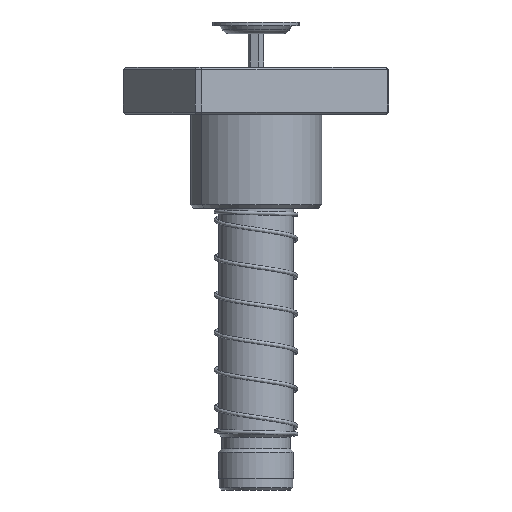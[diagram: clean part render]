
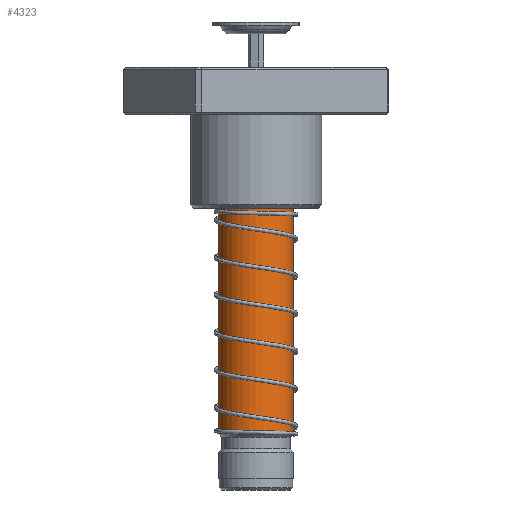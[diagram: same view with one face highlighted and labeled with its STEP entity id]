
A CAD part, front view. The second image highlights one B-rep face of the part: STEP entity #4323.
In plain terms, the highlighted cylindrical face has radius 16 mm (diameter 32 mm), a partial arc.
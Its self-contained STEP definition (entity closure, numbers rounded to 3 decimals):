
#1252 = CARTESIAN_POINT ( 'NONE',  ( 0., 0., 24. ) ) ;
#2694 = LINE ( 'NONE', #25665, #13856 ) ;
#2910 = CARTESIAN_POINT ( 'NONE',  ( -16., 0., 24. ) ) ;
#4323 = ADVANCED_FACE ( 'NONE', ( #16649 ), #22459, .T. ) ;
#5985 = DIRECTION ( 'NONE',  ( 0., 0., -1. ) ) ;
#6444 = EDGE_CURVE ( 'NONE', #36763, #17512, #2694, .T. ) ;
#8682 = CARTESIAN_POINT ( 'NONE',  ( 16., 0., 177.5 ) ) ;
#10232 = DIRECTION ( 'NONE',  ( -1., 0., 0. ) ) ;
#10507 = CIRCLE ( 'NONE', #12590, 16. ) ;
#11934 = DIRECTION ( 'NONE',  ( 0., 0., -1. ) ) ;
#12590 = AXIS2_PLACEMENT_3D ( 'NONE', #1252, #30106, #10232 ) ;
#13210 = VERTEX_POINT ( 'NONE', #2910 ) ;
#13243 = DIRECTION ( 'NONE',  ( 1., 0., 0. ) ) ;
#13856 = VECTOR ( 'NONE', #11934, 1000. ) ;
#16649 = FACE_OUTER_BOUND ( 'NONE', #22916, .T. ) ;
#17306 = DIRECTION ( 'NONE',  ( 0., 0., -1. ) ) ;
#17512 = VERTEX_POINT ( 'NONE', #21166 ) ;
#17555 = ORIENTED_EDGE ( 'NONE', *, *, #34433, .T. ) ;
#18671 = ORIENTED_EDGE ( 'NONE', *, *, #34978, .F. ) ;
#20308 = DIRECTION ( 'NONE',  ( -1., 0., 0. ) ) ;
#21014 = VERTEX_POINT ( 'NONE', #31880 ) ;
#21166 = CARTESIAN_POINT ( 'NONE',  ( 16., 0., 24. ) ) ;
#22459 = CYLINDRICAL_SURFACE ( 'NONE', #33387, 16. ) ;
#22916 = EDGE_LOOP ( 'NONE', ( #24203, #25998, #17555, #18671 ) ) ;
#24203 = ORIENTED_EDGE ( 'NONE', *, *, #6444, .F. ) ;
#24404 = LINE ( 'NONE', #31985, #36041 ) ;
#25665 = CARTESIAN_POINT ( 'NONE',  ( 16., 0., 180. ) ) ;
#25998 = ORIENTED_EDGE ( 'NONE', *, *, #27210, .T. ) ;
#27210 = EDGE_CURVE ( 'NONE', #36763, #21014, #35342, .T. ) ;
#27710 = DIRECTION ( 'NONE',  ( 0., 0., -1. ) ) ;
#30106 = DIRECTION ( 'NONE',  ( 0., 0., -1. ) ) ;
#30394 = AXIS2_PLACEMENT_3D ( 'NONE', #36234, #27710, #13243 ) ;
#31880 = CARTESIAN_POINT ( 'NONE',  ( -16., 0., 177.5 ) ) ;
#31985 = CARTESIAN_POINT ( 'NONE',  ( -16., 0., 180. ) ) ;
#33387 = AXIS2_PLACEMENT_3D ( 'NONE', #34942, #17306, #20308 ) ;
#34433 = EDGE_CURVE ( 'NONE', #21014, #13210, #24404, .T. ) ;
#34942 = CARTESIAN_POINT ( 'NONE',  ( 0., 0., 180. ) ) ;
#34978 = EDGE_CURVE ( 'NONE', #17512, #13210, #10507, .T. ) ;
#35342 = CIRCLE ( 'NONE', #30394, 16. ) ;
#36041 = VECTOR ( 'NONE', #5985, 1000. ) ;
#36234 = CARTESIAN_POINT ( 'NONE',  ( 0., 0., 177.5 ) ) ;
#36763 = VERTEX_POINT ( 'NONE', #8682 ) ;
